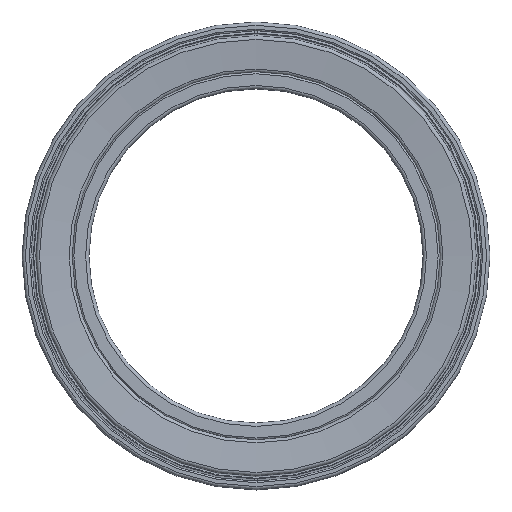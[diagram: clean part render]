
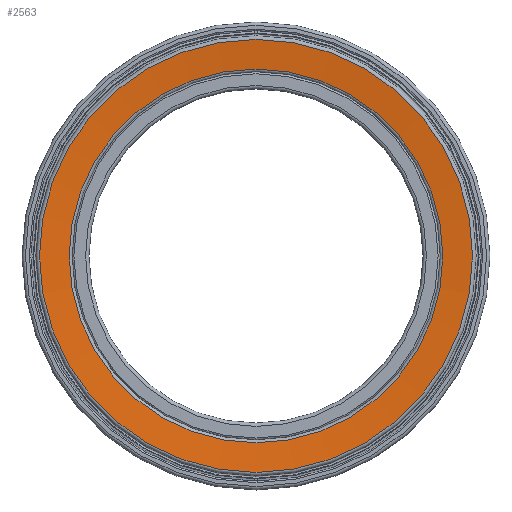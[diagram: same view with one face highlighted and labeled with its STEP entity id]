
A CAD part, top view. The second image highlights one B-rep face of the part: STEP entity #2563.
In plain terms, the highlighted conical face has half-angle 84.613 degrees and reference radius 19.437 mm.
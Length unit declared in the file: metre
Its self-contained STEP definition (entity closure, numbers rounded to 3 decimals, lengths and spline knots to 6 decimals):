
#259=CONICAL_SURFACE('',#3422,0.019437,1.477);
#442=CIRCLE('',#3421,0.016772);
#443=CIRCLE('',#3423,0.019437);
#823=ORIENTED_EDGE('',*,*,#1470,.F.);
#824=ORIENTED_EDGE('',*,*,#1471,.T.);
#1470=EDGE_CURVE('',#1799,#1799,#442,.T.);
#1471=EDGE_CURVE('',#1800,#1800,#443,.T.);
#1799=VERTEX_POINT('',#4840);
#1800=VERTEX_POINT('',#4843);
#2194=EDGE_LOOP('',(#823));
#2195=EDGE_LOOP('',(#824));
#2366=FACE_BOUND('',#2194,.T.);
#2367=FACE_BOUND('',#2195,.T.);
#2563=ADVANCED_FACE('',(#2366,#2367),#259,.F.);
#3421=AXIS2_PLACEMENT_3D('',#4839,#3880,#3881);
#3422=AXIS2_PLACEMENT_3D('',#4841,#3882,#3883);
#3423=AXIS2_PLACEMENT_3D('',#4842,#3884,#3885);
#3880=DIRECTION('',(0.,0.,1.));
#3881=DIRECTION('',(1.,0.,0.));
#3882=DIRECTION('',(0.,0.,1.));
#3883=DIRECTION('',(1.,0.,0.));
#3884=DIRECTION('',(0.,0.,1.));
#3885=DIRECTION('',(1.,0.,0.));
#4839=CARTESIAN_POINT('',(0.,0.,0.003199));
#4840=CARTESIAN_POINT('',(0.016772,0.,0.003199));
#4841=CARTESIAN_POINT('',(0.,0.,0.00345));
#4842=CARTESIAN_POINT('',(0.,0.,0.00345));
#4843=CARTESIAN_POINT('',(0.019437,0.,0.00345));
